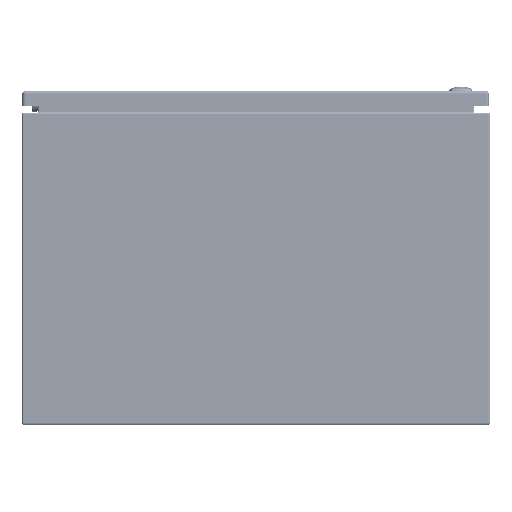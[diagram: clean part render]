
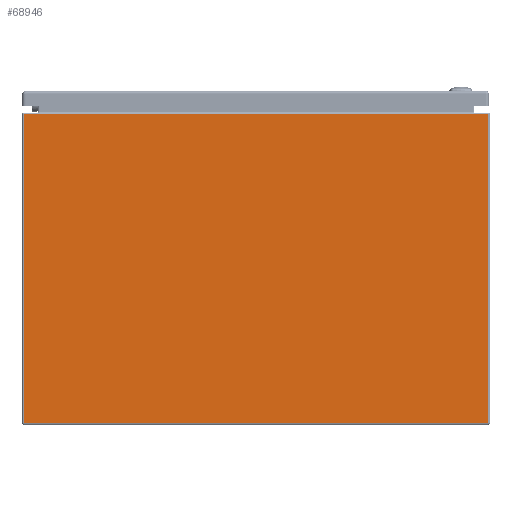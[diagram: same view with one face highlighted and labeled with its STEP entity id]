
A CAD part, front view. The second image highlights one B-rep face of the part: STEP entity #68946.
In plain terms, the highlighted planar face has unit normal (0, -1, 0).
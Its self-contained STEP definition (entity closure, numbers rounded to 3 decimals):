
#6967=LINE('',#97214,#11190);
#6973=LINE('',#97232,#11196);
#6976=LINE('',#97247,#11199);
#7002=LINE('',#97396,#11225);
#11190=VECTOR('',#80386,0.394);
#11196=VECTOR('',#80406,0.394);
#11199=VECTOR('',#80423,0.394);
#11225=VECTOR('',#80595,0.394);
#16567=FACE_OUTER_BOUND('',#20834,.T.);
#20834=EDGE_LOOP('',(#46005,#46006,#46007,#46008));
#28077=VERTEX_POINT('',#97205);
#28080=VERTEX_POINT('',#97212);
#28085=VERTEX_POINT('',#97231);
#28089=VERTEX_POINT('',#97240);
#34929=EDGE_CURVE('',#28080,#28077,#6967,.T.);
#34938=EDGE_CURVE('',#28077,#28085,#6973,.T.);
#34946=EDGE_CURVE('',#28085,#28089,#6976,.T.);
#35020=EDGE_CURVE('',#28089,#28080,#7002,.T.);
#46005=ORIENTED_EDGE('',*,*,#34929,.F.);
#46006=ORIENTED_EDGE('',*,*,#35020,.F.);
#46007=ORIENTED_EDGE('',*,*,#34946,.F.);
#46008=ORIENTED_EDGE('',*,*,#34938,.F.);
#67424=PLANE('',#74137);
#68946=ADVANCED_FACE('',(#16567),#67424,.F.);
#74137=AXIS2_PLACEMENT_3D('',#97395,#80593,#80594);
#80386=DIRECTION('',(0.,0.,1.));
#80406=DIRECTION('',(1.,0.,0.));
#80423=DIRECTION('',(0.,0.,-1.));
#80593=DIRECTION('center_axis',(0.,1.,0.));
#80594=DIRECTION('ref_axis',(0.,0.,1.));
#80595=DIRECTION('',(-1.,0.,0.));
#97205=CARTESIAN_POINT('',(-11.916,-18.,15.916));
#97212=CARTESIAN_POINT('',(-11.916,-18.,0.084));
#97214=CARTESIAN_POINT('',(-11.916,-18.,15.916));
#97231=CARTESIAN_POINT('',(11.916,-18.,15.916));
#97232=CARTESIAN_POINT('',(-11.078,-18.,15.916));
#97240=CARTESIAN_POINT('',(11.916,-18.,0.084));
#97247=CARTESIAN_POINT('',(11.916,-18.,15.916));
#97395=CARTESIAN_POINT('Origin',(11.078,-18.,15.916));
#97396=CARTESIAN_POINT('',(11.518,-18.,0.084));
